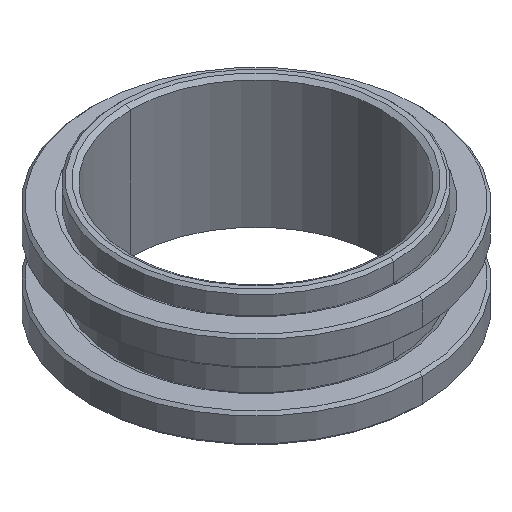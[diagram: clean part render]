
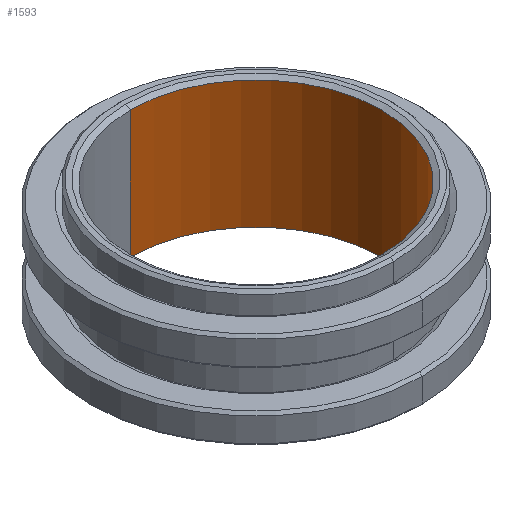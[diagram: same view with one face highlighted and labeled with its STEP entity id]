
A CAD part, isometric view. The second image highlights one B-rep face of the part: STEP entity #1593.
In plain terms, the highlighted cylindrical face has radius 12.002 mm (diameter 24.003 mm), a partial arc.
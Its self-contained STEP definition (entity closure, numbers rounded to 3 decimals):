
#22 = ORIENTED_EDGE ( 'NONE', *, *, #1061, .F. ) ;
#26 = DIRECTION ( 'NONE',  ( 0., -1., 0. ) ) ;
#47 = ORIENTED_EDGE ( 'NONE', *, *, #1617, .T. ) ;
#66 = CARTESIAN_POINT ( 'NONE',  ( 0., 12.001, 0. ) ) ;
#69 = CARTESIAN_POINT ( 'NONE',  ( 0., 0., 0. ) ) ;
#91 = DIRECTION ( 'NONE',  ( 0., 0., 1. ) ) ;
#95 = CARTESIAN_POINT ( 'NONE',  ( 0., 12.001, -12.446 ) ) ;
#166 = CYLINDRICAL_SURFACE ( 'NONE', #1253, 12.001 ) ;
#237 = VECTOR ( 'NONE', #1682, 1000. ) ;
#274 = CARTESIAN_POINT ( 'NONE',  ( 0., 12.001, -0.254 ) ) ;
#293 = DIRECTION ( 'NONE',  ( 0., 0., 1. ) ) ;
#322 = DIRECTION ( 'NONE',  ( 0., -1., 0. ) ) ;
#346 = FACE_OUTER_BOUND ( 'NONE', #1131, .T. ) ;
#352 = VERTEX_POINT ( 'NONE', #95 ) ;
#355 = DIRECTION ( 'NONE',  ( 0., 0., 1. ) ) ;
#391 = CARTESIAN_POINT ( 'NONE',  ( 0., 0., -0.254 ) ) ;
#416 = EDGE_CURVE ( 'NONE', #352, #1026, #1728, .T. ) ;
#502 = ORIENTED_EDGE ( 'NONE', *, *, #1400, .T. ) ;
#525 = CARTESIAN_POINT ( 'NONE',  ( 0., -12.001, -12.446 ) ) ;
#641 = DIRECTION ( 'NONE',  ( 0., -1., 0. ) ) ;
#698 = CARTESIAN_POINT ( 'NONE',  ( 0., -12.001, 0. ) ) ;
#774 = VERTEX_POINT ( 'NONE', #997 ) ;
#787 = DIRECTION ( 'NONE',  ( 0., 0., 1. ) ) ;
#805 = CIRCLE ( 'NONE', #1577, 12.001 ) ;
#940 = AXIS2_PLACEMENT_3D ( 'NONE', #1472, #293, #641 ) ;
#997 = CARTESIAN_POINT ( 'NONE',  ( 0., -12.001, -0.254 ) ) ;
#1026 = VERTEX_POINT ( 'NONE', #274 ) ;
#1061 = EDGE_CURVE ( 'NONE', #1124, #352, #1769, .T. ) ;
#1124 = VERTEX_POINT ( 'NONE', #525 ) ;
#1131 = EDGE_LOOP ( 'NONE', ( #1156, #22, #47, #502 ) ) ;
#1156 = ORIENTED_EDGE ( 'NONE', *, *, #416, .F. ) ;
#1253 = AXIS2_PLACEMENT_3D ( 'NONE', #69, #91, #26 ) ;
#1399 = VECTOR ( 'NONE', #787, 1000. ) ;
#1400 = EDGE_CURVE ( 'NONE', #774, #1026, #805, .T. ) ;
#1472 = CARTESIAN_POINT ( 'NONE',  ( 0., 0., -12.446 ) ) ;
#1577 = AXIS2_PLACEMENT_3D ( 'NONE', #391, #355, #322 ) ;
#1593 = ADVANCED_FACE ( 'NONE', ( #346 ), #166, .F. ) ;
#1617 = EDGE_CURVE ( 'NONE', #1124, #774, #1706, .T. ) ;
#1682 = DIRECTION ( 'NONE',  ( 0., 0., 1. ) ) ;
#1706 = LINE ( 'NONE', #698, #237 ) ;
#1728 = LINE ( 'NONE', #66, #1399 ) ;
#1769 = CIRCLE ( 'NONE', #940, 12.001 ) ;
